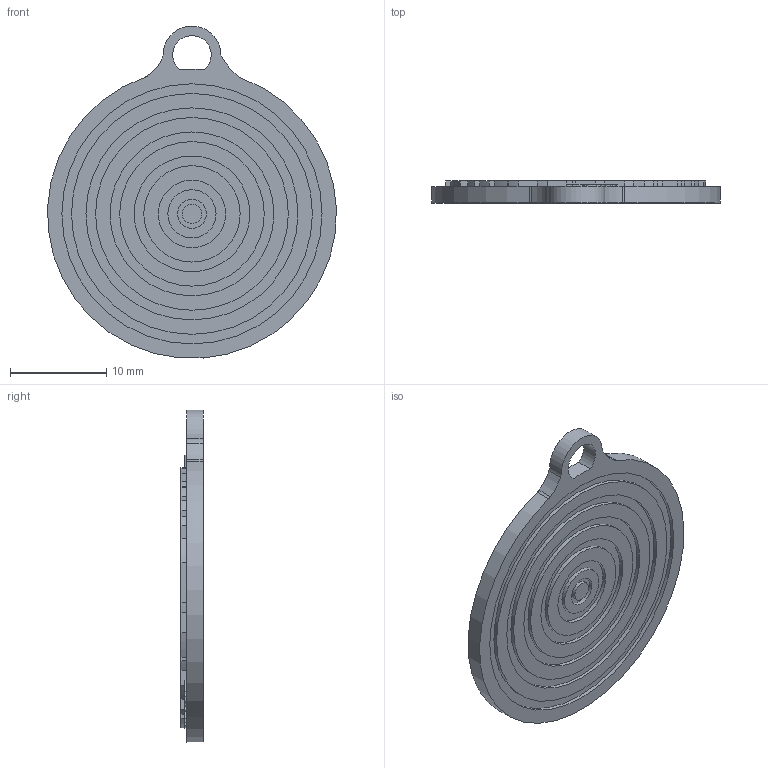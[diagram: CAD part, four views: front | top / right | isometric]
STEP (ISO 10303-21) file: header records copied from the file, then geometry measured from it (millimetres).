
FILE_DESCRIPTION(/* description */ ('','CAx-IF Rec.Pracs.---Representation and Presentation of Product Manufacturing Information (PMI)---4.0---2014-10-13'),/* implementation_level */ '2;1');
FILE_NAME(/* name */ 'geo_design + filet.step',/* time_stamp */ '2025-01-25T15:48:59-08:00',/* author */ (''),/* organization */ (''),/* preprocessor_version */ 'ST-DEVELOPER v20',/* originating_system */ 'Autodesk Translation Framework v13.20.0.188',/* authorisation */ '');
FILE_SCHEMA (('AP242_MANAGED_MODEL_BASED_3D_ENGINEERING_MIM_LF { 1 0 10303 442 1 1 4 }'));
Length unit declared in the file: millimetre
Products named in the file (1): weird pikachu
Bounding box: 29.97 x 2.3 x 34.46 mm (x, y, z)
Volume: 1130.4 mm3; surface area: 4472.2 mm2
Topology: 44 solids, 45 shells, 577 faces, 1419 edges, 938 vertices
Faces by surface type: plane 449, cylinder 110, bspline 18
Full cylindrical faces by diameter (mm): 0.294 x1, 0.321 x1, 0.4 x1, 0.409 x1, 0.475 x1, 0.636 x1, 0.8 x1, 2 x1, 3 x1, 5 x1, 7 x1, 10 x1, 12 x1, 15 x1, 17 x1, 20 x1, 22 x1, 25 x1, 25.4 x1, 27 x1
Entity records: 16952 total; most frequent: CARTESIAN_POINT 3151, ORIENTED_EDGE 2838, DIRECTION 2717, EDGE_CURVE 1419, LINE 1157, VECTOR 1157, VERTEX_POINT 938, AXIS2_PLACEMENT_3D 780
